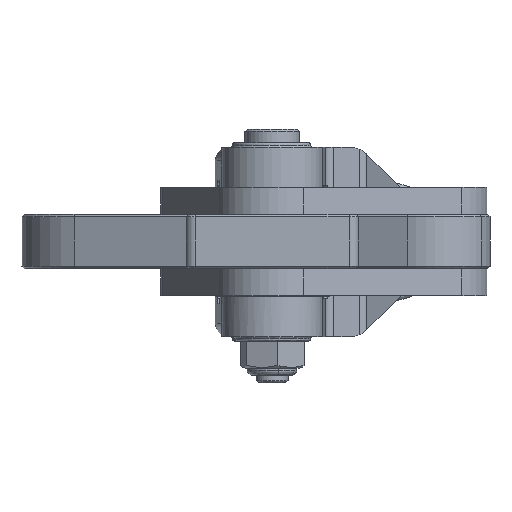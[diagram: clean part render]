
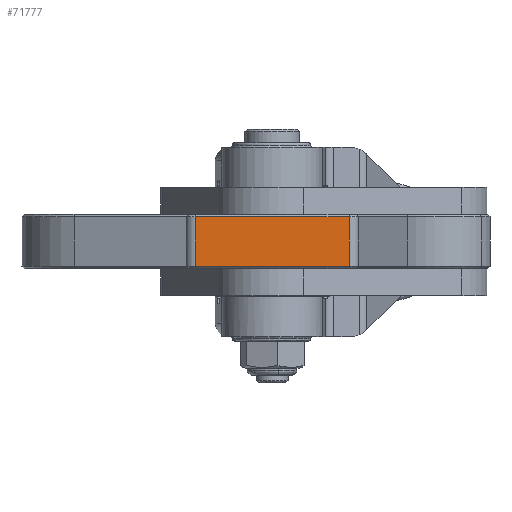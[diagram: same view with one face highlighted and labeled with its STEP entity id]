
A CAD part, front view. The second image highlights one B-rep face of the part: STEP entity #71777.
In plain terms, the highlighted planar face has unit normal (0, -1, 0).
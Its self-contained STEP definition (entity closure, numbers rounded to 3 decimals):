
#1354 = ORIENTED_EDGE ( 'NONE', *, *, #68837, .F. ) ;
#3716 = LINE ( 'NONE', #35067, #17581 ) ;
#9915 = DIRECTION ( 'NONE',  ( 0., 1., 0. ) ) ;
#10494 = VECTOR ( 'NONE', #18013, 1000. ) ;
#11937 = EDGE_CURVE ( 'NONE', #26153, #48001, #3716, .T. ) ;
#17581 = VECTOR ( 'NONE', #35075, 1000. ) ;
#18013 = DIRECTION ( 'NONE',  ( 1., 0., 0. ) ) ;
#25421 = ORIENTED_EDGE ( 'NONE', *, *, #65498, .F. ) ;
#26153 = VERTEX_POINT ( 'NONE', #29675 ) ;
#27176 = VECTOR ( 'NONE', #42536, 1000. ) ;
#27983 = LINE ( 'NONE', #35746, #10494 ) ;
#28082 = ORIENTED_EDGE ( 'NONE', *, *, #28927, .F. ) ;
#28927 = EDGE_CURVE ( 'NONE', #63714, #26153, #27983, .T. ) ;
#29226 = ORIENTED_EDGE ( 'NONE', *, *, #11937, .F. ) ;
#29675 = CARTESIAN_POINT ( 'NONE',  ( 17., -28., 11.5 ) ) ;
#35067 = CARTESIAN_POINT ( 'NONE',  ( 17., -28., 12. ) ) ;
#35075 = DIRECTION ( 'NONE',  ( 0., 0., -1. ) ) ;
#35746 = CARTESIAN_POINT ( 'NONE',  ( -17., -28., 11.5 ) ) ;
#41840 = DIRECTION ( 'NONE',  ( 0., 0., 1. ) ) ;
#42120 = CARTESIAN_POINT ( 'NONE',  ( -17., -28., 0.5 ) ) ;
#42536 = DIRECTION ( 'NONE',  ( -1., 0., 0. ) ) ;
#44648 = CARTESIAN_POINT ( 'NONE',  ( -17., -28., 12. ) ) ;
#48001 = VERTEX_POINT ( 'NONE', #71497 ) ;
#49323 = VECTOR ( 'NONE', #41840, 1000. ) ;
#49463 = VERTEX_POINT ( 'NONE', #42120 ) ;
#50619 = DIRECTION ( 'NONE',  ( -1., 0., 0. ) ) ;
#51154 = LINE ( 'NONE', #64616, #49323 ) ;
#51616 = EDGE_LOOP ( 'NONE', ( #25421, #29226, #28082, #1354 ) ) ;
#55929 = LINE ( 'NONE', #65300, #27176 ) ;
#62885 = CARTESIAN_POINT ( 'NONE',  ( -17., -28., 11.5 ) ) ;
#63714 = VERTEX_POINT ( 'NONE', #62885 ) ;
#64616 = CARTESIAN_POINT ( 'NONE',  ( -17., -28., 12. ) ) ;
#65300 = CARTESIAN_POINT ( 'NONE',  ( -17., -28., 0.5 ) ) ;
#65498 = EDGE_CURVE ( 'NONE', #48001, #49463, #55929, .T. ) ;
#67386 = PLANE ( 'NONE',  #74810 ) ;
#68837 = EDGE_CURVE ( 'NONE', #49463, #63714, #51154, .T. ) ;
#71497 = CARTESIAN_POINT ( 'NONE',  ( 17., -28., 0.5 ) ) ;
#71777 = ADVANCED_FACE ( 'NONE', ( #74625 ), #67386, .F. ) ;
#74625 = FACE_OUTER_BOUND ( 'NONE', #51616, .T. ) ;
#74810 = AXIS2_PLACEMENT_3D ( 'NONE', #44648, #9915, #50619 ) ;
